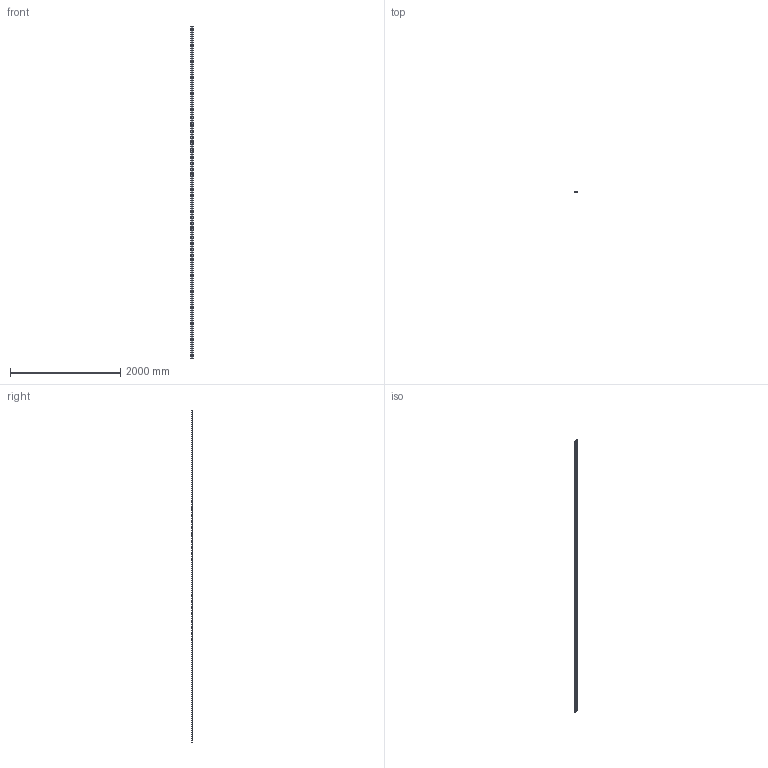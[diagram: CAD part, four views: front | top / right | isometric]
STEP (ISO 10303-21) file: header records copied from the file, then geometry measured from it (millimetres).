
FILE_DESCRIPTION (( 'STEP AP203' ), '1' );
FILE_NAME ('H_39U-6000.STEP', '2019-01-08T14:31:29', ( '' ), ( '' ), 'SwSTEP 2.0', 'SolidWorks 2018', '' );
FILE_SCHEMA (( 'CONFIG_CONTROL_DESIGN' ));
Length unit declared in the file: millimetre
Products named in the file (1): H_39U-6000
Bounding box: 53 x 15.92 x 6020 mm (x, y, z)
Volume: 1248825.6 mm3; surface area: 872707.3 mm2
Topology: 1 solids, 1 shells, 194 faces, 576 edges, 384 vertices
Faces by surface type: plane 100, cylinder 94
Entity records: 6801 total; most frequent: CARTESIAN_POINT 1155, DIRECTION 1154, ORIENTED_EDGE 1152, EDGE_CURVE 576, VECTOR 388, LINE 388, VERTEX_POINT 384, AXIS2_PLACEMENT_3D 383
